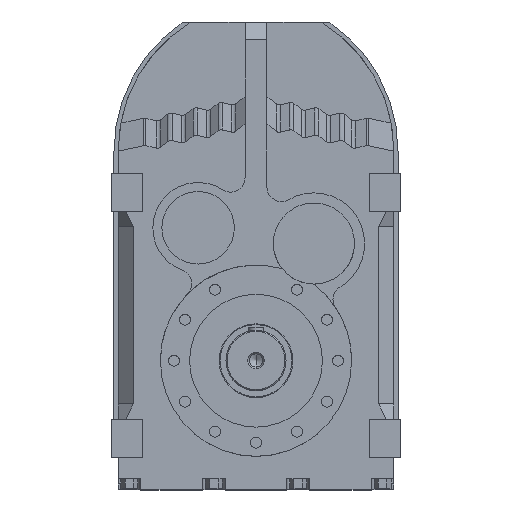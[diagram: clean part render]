
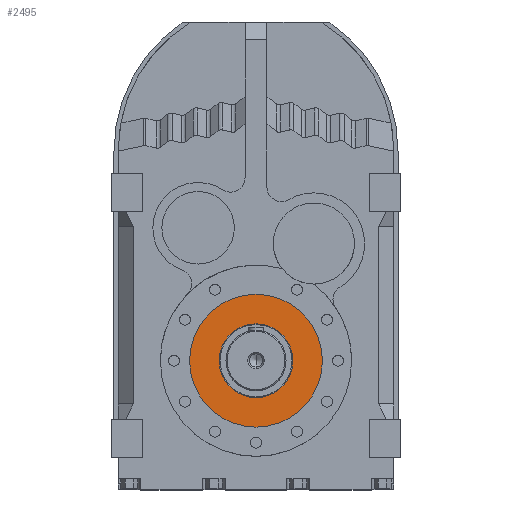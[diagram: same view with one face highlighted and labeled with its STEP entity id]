
A CAD part, top view. The second image highlights one B-rep face of the part: STEP entity #2495.
In plain terms, the highlighted planar face has unit normal (0, 0, 1).
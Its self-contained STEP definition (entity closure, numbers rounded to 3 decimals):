
#896 = CYLINDRICAL_SURFACE('',#897,121.5);
#897 = AXIS2_PLACEMENT_3D('',#898,#899,#900);
#898 = CARTESIAN_POINT('',(0.,-382.6,110.123));
#899 = DIRECTION('',(0.,0.,1.));
#900 = DIRECTION('',(1.,0.,0.));
#922 = CYLINDRICAL_SURFACE('',#923,121.5);
#923 = AXIS2_PLACEMENT_3D('',#924,#925,#926);
#924 = CARTESIAN_POINT('',(0.,-382.6,110.123));
#925 = DIRECTION('',(0.,0.,1.));
#926 = DIRECTION('',(1.,0.,0.));
#972 = EDGE_CURVE('',#973,#975,#977,.T.);
#973 = VERTEX_POINT('',#974);
#974 = CARTESIAN_POINT('',(-121.5,-382.6,369.));
#975 = VERTEX_POINT('',#976);
#976 = CARTESIAN_POINT('',(121.5,-382.6,369.));
#977 = SURFACE_CURVE('',#978,(#983,#989),.PCURVE_S1.);
#978 = CIRCLE('',#979,121.5);
#979 = AXIS2_PLACEMENT_3D('',#980,#981,#982);
#980 = CARTESIAN_POINT('',(0.,-382.6,369.));
#981 = DIRECTION('',(0.,0.,1.));
#982 = DIRECTION('',(1.,0.,0.));
#983 = PCURVE('',#922,#984);
#984 = DEFINITIONAL_REPRESENTATION('',(#985),#988);
#985 = B_SPLINE_CURVE_WITH_KNOTS('',1,(#986,#987),.UNSPECIFIED.,.F.,.F.,
  (2,2),(3.142,6.283),.PIECEWISE_BEZIER_KNOTS.);
#986 = CARTESIAN_POINT('',(3.142,258.877));
#987 = CARTESIAN_POINT('',(6.283,258.877));
#988 = ( GEOMETRIC_REPRESENTATION_CONTEXT(2) 
PARAMETRIC_REPRESENTATION_CONTEXT() REPRESENTATION_CONTEXT('2D SPACE',''
  ) );
#989 = PCURVE('',#990,#995);
#990 = PLANE('',#991);
#991 = AXIS2_PLACEMENT_3D('',#992,#993,#994);
#992 = CARTESIAN_POINT('',(0.,-261.1,369.));
#993 = DIRECTION('',(0.,0.,1.));
#994 = DIRECTION('',(1.,0.,0.));
#995 = DEFINITIONAL_REPRESENTATION('',(#996),#1000);
#996 = CIRCLE('',#997,121.5);
#997 = AXIS2_PLACEMENT_2D('',#998,#999);
#998 = CARTESIAN_POINT('',(0.,-121.5));
#999 = DIRECTION('',(1.,0.));
#1000 = ( GEOMETRIC_REPRESENTATION_CONTEXT(2) 
PARAMETRIC_REPRESENTATION_CONTEXT() REPRESENTATION_CONTEXT('2D SPACE',''
  ) );
#1927 = EDGE_CURVE('',#975,#973,#1928,.T.);
#1928 = SURFACE_CURVE('',#1929,(#1934,#1940),.PCURVE_S1.);
#1929 = CIRCLE('',#1930,121.5);
#1930 = AXIS2_PLACEMENT_3D('',#1931,#1932,#1933);
#1931 = CARTESIAN_POINT('',(0.,-382.6,369.));
#1932 = DIRECTION('',(0.,0.,1.));
#1933 = DIRECTION('',(1.,0.,0.));
#1934 = PCURVE('',#896,#1935);
#1935 = DEFINITIONAL_REPRESENTATION('',(#1936),#1939);
#1936 = B_SPLINE_CURVE_WITH_KNOTS('',1,(#1937,#1938),.UNSPECIFIED.,.F.,
  .F.,(2,2),(0.,3.142),.PIECEWISE_BEZIER_KNOTS.);
#1937 = CARTESIAN_POINT('',(0.,258.877));
#1938 = CARTESIAN_POINT('',(3.142,258.877));
#1939 = ( GEOMETRIC_REPRESENTATION_CONTEXT(2) 
PARAMETRIC_REPRESENTATION_CONTEXT() REPRESENTATION_CONTEXT('2D SPACE',''
  ) );
#1940 = PCURVE('',#990,#1941);
#1941 = DEFINITIONAL_REPRESENTATION('',(#1942),#1946);
#1942 = CIRCLE('',#1943,121.5);
#1943 = AXIS2_PLACEMENT_2D('',#1944,#1945);
#1944 = CARTESIAN_POINT('',(0.,-121.5));
#1945 = DIRECTION('',(1.,0.));
#1946 = ( GEOMETRIC_REPRESENTATION_CONTEXT(2) 
PARAMETRIC_REPRESENTATION_CONTEXT() REPRESENTATION_CONTEXT('2D SPACE',''
  ) );
#2495 = ADVANCED_FACE('',(#2496,#2500),#990,.T.);
#2496 = FACE_BOUND('',#2497,.T.);
#2497 = EDGE_LOOP('',(#2498,#2499));
#2498 = ORIENTED_EDGE('',*,*,#1927,.T.);
#2499 = ORIENTED_EDGE('',*,*,#972,.T.);
#2500 = FACE_BOUND('',#2501,.T.);
#2501 = EDGE_LOOP('',(#2502,#2532));
#2502 = ORIENTED_EDGE('',*,*,#2503,.F.);
#2503 = EDGE_CURVE('',#2504,#2506,#2508,.T.);
#2504 = VERTEX_POINT('',#2505);
#2505 = CARTESIAN_POINT('',(67.5,-382.6,369.));
#2506 = VERTEX_POINT('',#2507);
#2507 = CARTESIAN_POINT('',(-67.5,-382.6,369.));
#2508 = SURFACE_CURVE('',#2509,(#2514,#2521),.PCURVE_S1.);
#2509 = CIRCLE('',#2510,67.5);
#2510 = AXIS2_PLACEMENT_3D('',#2511,#2512,#2513);
#2511 = CARTESIAN_POINT('',(0.,-382.6,369.));
#2512 = DIRECTION('',(0.,0.,1.));
#2513 = DIRECTION('',(1.,0.,0.));
#2514 = PCURVE('',#990,#2515);
#2515 = DEFINITIONAL_REPRESENTATION('',(#2516),#2520);
#2516 = CIRCLE('',#2517,67.5);
#2517 = AXIS2_PLACEMENT_2D('',#2518,#2519);
#2518 = CARTESIAN_POINT('',(0.,-121.5));
#2519 = DIRECTION('',(1.,0.));
#2520 = ( GEOMETRIC_REPRESENTATION_CONTEXT(2) 
PARAMETRIC_REPRESENTATION_CONTEXT() REPRESENTATION_CONTEXT('2D SPACE',''
  ) );
#2521 = PCURVE('',#2522,#2527);
#2522 = CYLINDRICAL_SURFACE('',#2523,67.5);
#2523 = AXIS2_PLACEMENT_3D('',#2524,#2525,#2526);
#2524 = CARTESIAN_POINT('',(0.,-382.6,110.123));
#2525 = DIRECTION('',(0.,0.,1.));
#2526 = DIRECTION('',(1.,0.,0.));
#2527 = DEFINITIONAL_REPRESENTATION('',(#2528),#2531);
#2528 = B_SPLINE_CURVE_WITH_KNOTS('',1,(#2529,#2530),.UNSPECIFIED.,.F.,
  .F.,(2,2),(0.,3.142),.PIECEWISE_BEZIER_KNOTS.);
#2529 = CARTESIAN_POINT('',(0.,258.877));
#2530 = CARTESIAN_POINT('',(3.142,258.877));
#2531 = ( GEOMETRIC_REPRESENTATION_CONTEXT(2) 
PARAMETRIC_REPRESENTATION_CONTEXT() REPRESENTATION_CONTEXT('2D SPACE',''
  ) );
#2532 = ORIENTED_EDGE('',*,*,#2533,.F.);
#2533 = EDGE_CURVE('',#2506,#2504,#2534,.T.);
#2534 = SURFACE_CURVE('',#2535,(#2540,#2547),.PCURVE_S1.);
#2535 = CIRCLE('',#2536,67.5);
#2536 = AXIS2_PLACEMENT_3D('',#2537,#2538,#2539);
#2537 = CARTESIAN_POINT('',(0.,-382.6,369.));
#2538 = DIRECTION('',(0.,0.,1.));
#2539 = DIRECTION('',(1.,0.,0.));
#2540 = PCURVE('',#990,#2541);
#2541 = DEFINITIONAL_REPRESENTATION('',(#2542),#2546);
#2542 = CIRCLE('',#2543,67.5);
#2543 = AXIS2_PLACEMENT_2D('',#2544,#2545);
#2544 = CARTESIAN_POINT('',(0.,-121.5));
#2545 = DIRECTION('',(1.,0.));
#2546 = ( GEOMETRIC_REPRESENTATION_CONTEXT(2) 
PARAMETRIC_REPRESENTATION_CONTEXT() REPRESENTATION_CONTEXT('2D SPACE',''
  ) );
#2547 = PCURVE('',#2548,#2553);
#2548 = CYLINDRICAL_SURFACE('',#2549,67.5);
#2549 = AXIS2_PLACEMENT_3D('',#2550,#2551,#2552);
#2550 = CARTESIAN_POINT('',(0.,-382.6,110.123));
#2551 = DIRECTION('',(0.,0.,1.));
#2552 = DIRECTION('',(1.,0.,0.));
#2553 = DEFINITIONAL_REPRESENTATION('',(#2554),#2557);
#2554 = B_SPLINE_CURVE_WITH_KNOTS('',1,(#2555,#2556),.UNSPECIFIED.,.F.,
  .F.,(2,2),(3.142,6.283),.PIECEWISE_BEZIER_KNOTS.);
#2555 = CARTESIAN_POINT('',(3.142,258.877));
#2556 = CARTESIAN_POINT('',(6.283,258.877));
#2557 = ( GEOMETRIC_REPRESENTATION_CONTEXT(2) 
PARAMETRIC_REPRESENTATION_CONTEXT() REPRESENTATION_CONTEXT('2D SPACE',''
  ) );
